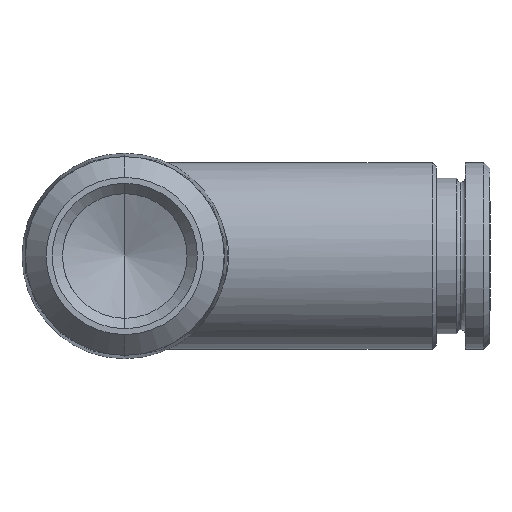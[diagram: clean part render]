
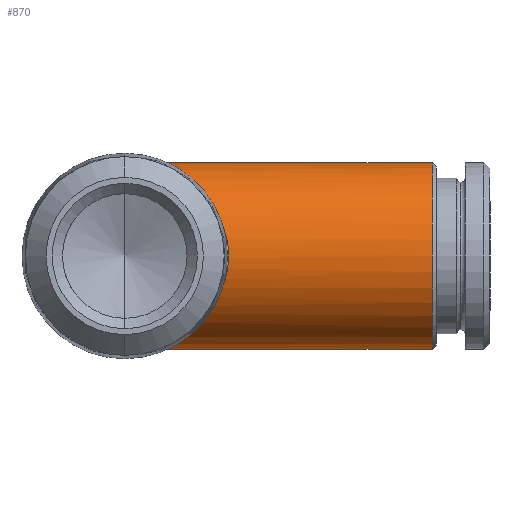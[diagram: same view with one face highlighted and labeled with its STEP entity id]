
A CAD part, front view. The second image highlights one B-rep face of the part: STEP entity #870.
In plain terms, the highlighted cylindrical face has radius 4.5 mm (diameter 9 mm), a partial arc.
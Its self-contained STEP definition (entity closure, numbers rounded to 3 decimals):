
#751 = CARTESIAN_POINT ( 'NONE',  ( 0., 0., 4.5 ) ) ;
#752 = DIRECTION ( 'NONE',  ( 1., 0., 0. ) ) ;
#753 = VECTOR ( 'NONE', #752, 1000. ) ;
#762 = CARTESIAN_POINT ( 'NONE',  ( 0., 0., -4.5 ) ) ;
#771 = FACE_OUTER_BOUND ( 'NONE', #871, .T. ) ;
#772 = CARTESIAN_POINT ( 'NONE',  ( 0., 0., 4.5 ) ) ;
#773 = LINE ( 'NONE', #772, #753 ) ;
#779 = LINE ( 'NONE', #762, #798 ) ;
#780 = DIRECTION ( 'NONE',  ( 0., 0., -1. ) ) ;
#782 = CARTESIAN_POINT ( 'NONE',  ( 0., 0., -4.5 ) ) ;
#797 = DIRECTION ( 'NONE',  ( 1., 0., 0. ) ) ;
#798 = VECTOR ( 'NONE', #797, 1000. ) ;
#803 = CARTESIAN_POINT ( 'NONE',  ( 0., 0., 0. ) ) ;
#817 = AXIS2_PLACEMENT_3D ( 'NONE', #803, #834, #780 ) ;
#832 = CYLINDRICAL_SURFACE ( 'NONE', #817, 4.5 ) ;
#834 = DIRECTION ( 'NONE',  ( 1., 0., 0. ) ) ;
#870 = ADVANCED_FACE ( 'NONE', ( #771 ), #832, .T. ) ;
#871 = EDGE_LOOP ( 'NONE', ( #902, #931, #933, #939 ) ) ;
#877 = VERTEX_POINT ( 'NONE', #782 ) ;
#895 = EDGE_CURVE ( 'NONE', #877, #1046, #779, .T. ) ;
#902 = ORIENTED_EDGE ( 'NONE', *, *, #1007, .F. ) ;
#931 = ORIENTED_EDGE ( 'NONE', *, *, #932, .T. ) ;
#932 = EDGE_CURVE ( 'NONE', #1008, #877, #1274, .T. ) ;
#933 = ORIENTED_EDGE ( 'NONE', *, *, #895, .T. ) ;
#939 = ORIENTED_EDGE ( 'NONE', *, *, #940, .T. ) ;
#940 = EDGE_CURVE ( 'NONE', #1046, #961, #1193, .T. ) ;
#961 = VERTEX_POINT ( 'NONE', #1448 ) ;
#1007 = EDGE_CURVE ( 'NONE', #1008, #961, #773, .T. ) ;
#1008 = VERTEX_POINT ( 'NONE', #751 ) ;
#1046 = VERTEX_POINT ( 'NONE', #1766 ) ;
#1186 = DIRECTION ( 'NONE',  ( 0., 0., 1. ) ) ;
#1187 = DIRECTION ( 'NONE',  ( -1., 0., 0. ) ) ;
#1188 = AXIS2_PLACEMENT_3D ( 'NONE', #1199, #1187, #1186 ) ;
#1193 = CIRCLE ( 'NONE', #1188, 4.5 ) ;
#1199 = CARTESIAN_POINT ( 'NONE',  ( 14.8, 0., 0. ) ) ;
#1232 = CARTESIAN_POINT ( 'NONE',  ( 0., 0., -4.5 ) ) ;
#1233 = CARTESIAN_POINT ( 'NONE',  ( 10., -9., -4.5 ) ) ;
#1234 = CARTESIAN_POINT ( 'NONE',  ( 10., -9., 4.5 ) ) ;
#1235 = CARTESIAN_POINT ( 'NONE',  ( 0., 0., 4.5 ) ) ;
#1274 =( BOUNDED_CURVE ( )  B_SPLINE_CURVE ( 3, ( #1235, #1234, #1233, #1232 ),
 .UNSPECIFIED., .F., .F. ) 
 B_SPLINE_CURVE_WITH_KNOTS ( ( 4, 4 ),
 ( 4.712, 7.854 ),
 .UNSPECIFIED. ) 
 CURVE ( )  GEOMETRIC_REPRESENTATION_ITEM ( )  RATIONAL_B_SPLINE_CURVE ( ( 1., 0.333, 0.333, 1. ) ) 
 REPRESENTATION_ITEM ( '' )  );
#1448 = CARTESIAN_POINT ( 'NONE',  ( 14.8, 0., 4.5 ) ) ;
#1766 = CARTESIAN_POINT ( 'NONE',  ( 14.8, 0., -4.5 ) ) ;
